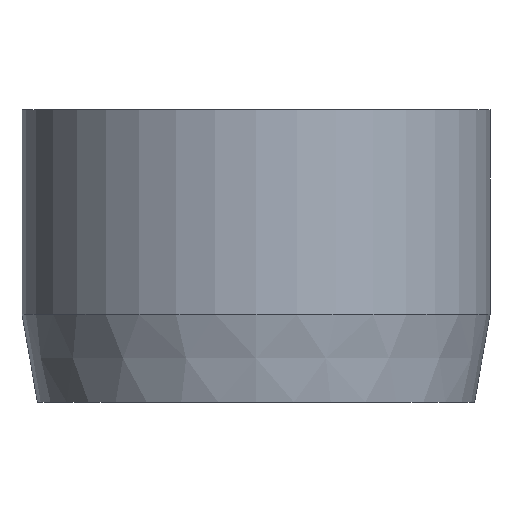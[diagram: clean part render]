
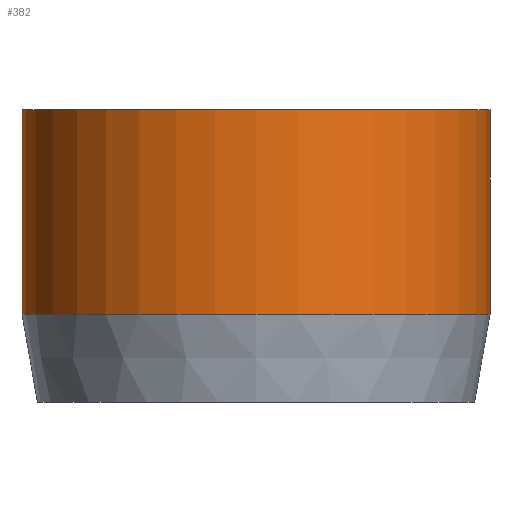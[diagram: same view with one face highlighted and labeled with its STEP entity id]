
A CAD part, front view. The second image highlights one B-rep face of the part: STEP entity #382.
In plain terms, the highlighted cylindrical face has radius 4 mm (diameter 8 mm), a partial arc.
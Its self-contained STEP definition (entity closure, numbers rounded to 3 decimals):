
#32 = LINE ( 'NONE', #593, #250 ) ;
#60 = CARTESIAN_POINT ( 'NONE',  ( 4., 0., 5. ) ) ;
#66 = VERTEX_POINT ( 'NONE', #723 ) ;
#90 = DIRECTION ( 'NONE',  ( -1., 0., 0. ) ) ;
#100 = EDGE_LOOP ( 'NONE', ( #1025, #1105, #520, #865 ) ) ;
#109 = EDGE_CURVE ( 'NONE', #657, #318, #268, .T. ) ;
#110 = DIRECTION ( 'NONE',  ( 0., 0., -1. ) ) ;
#199 = EDGE_CURVE ( 'NONE', #657, #943, #216, .T. ) ;
#216 = CIRCLE ( 'NONE', #1041, 4. ) ;
#250 = VECTOR ( 'NONE', #1111, 1000. ) ;
#268 = LINE ( 'NONE', #312, #947 ) ;
#269 = CARTESIAN_POINT ( 'NONE',  ( -4., 0., 5. ) ) ;
#307 = DIRECTION ( 'NONE',  ( 0., 0., -1. ) ) ;
#312 = CARTESIAN_POINT ( 'NONE',  ( -4., 0., 5. ) ) ;
#316 = CYLINDRICAL_SURFACE ( 'NONE', #762, 4. ) ;
#318 = VERTEX_POINT ( 'NONE', #492 ) ;
#370 = DIRECTION ( 'NONE',  ( 1., 0., 0. ) ) ;
#382 = ADVANCED_FACE ( 'NONE', ( #775 ), #316, .T. ) ;
#386 = EDGE_CURVE ( 'NONE', #318, #66, #547, .T. ) ;
#454 = DIRECTION ( 'NONE',  ( 0., 0., 1. ) ) ;
#464 = CARTESIAN_POINT ( 'NONE',  ( 0., 0., 1.5 ) ) ;
#492 = CARTESIAN_POINT ( 'NONE',  ( -4., 0., 1.5 ) ) ;
#520 = ORIENTED_EDGE ( 'NONE', *, *, #109, .T. ) ;
#547 = CIRCLE ( 'NONE', #706, 4. ) ;
#593 = CARTESIAN_POINT ( 'NONE',  ( 4., 0., 5. ) ) ;
#604 = DIRECTION ( 'NONE',  ( 1., 0., 0. ) ) ;
#607 = DIRECTION ( 'NONE',  ( 0., 0., 1. ) ) ;
#616 = CARTESIAN_POINT ( 'NONE',  ( 0., 0., 5. ) ) ;
#657 = VERTEX_POINT ( 'NONE', #269 ) ;
#706 = AXIS2_PLACEMENT_3D ( 'NONE', #464, #454, #370 ) ;
#723 = CARTESIAN_POINT ( 'NONE',  ( 4., 0., 1.5 ) ) ;
#762 = AXIS2_PLACEMENT_3D ( 'NONE', #983, #110, #90 ) ;
#775 = FACE_OUTER_BOUND ( 'NONE', #100, .T. ) ;
#865 = ORIENTED_EDGE ( 'NONE', *, *, #386, .T. ) ;
#943 = VERTEX_POINT ( 'NONE', #60 ) ;
#947 = VECTOR ( 'NONE', #307, 1000. ) ;
#966 = EDGE_CURVE ( 'NONE', #943, #66, #32, .T. ) ;
#983 = CARTESIAN_POINT ( 'NONE',  ( 0., 0., 5. ) ) ;
#1025 = ORIENTED_EDGE ( 'NONE', *, *, #966, .F. ) ;
#1041 = AXIS2_PLACEMENT_3D ( 'NONE', #616, #607, #604 ) ;
#1105 = ORIENTED_EDGE ( 'NONE', *, *, #199, .F. ) ;
#1111 = DIRECTION ( 'NONE',  ( 0., 0., -1. ) ) ;
